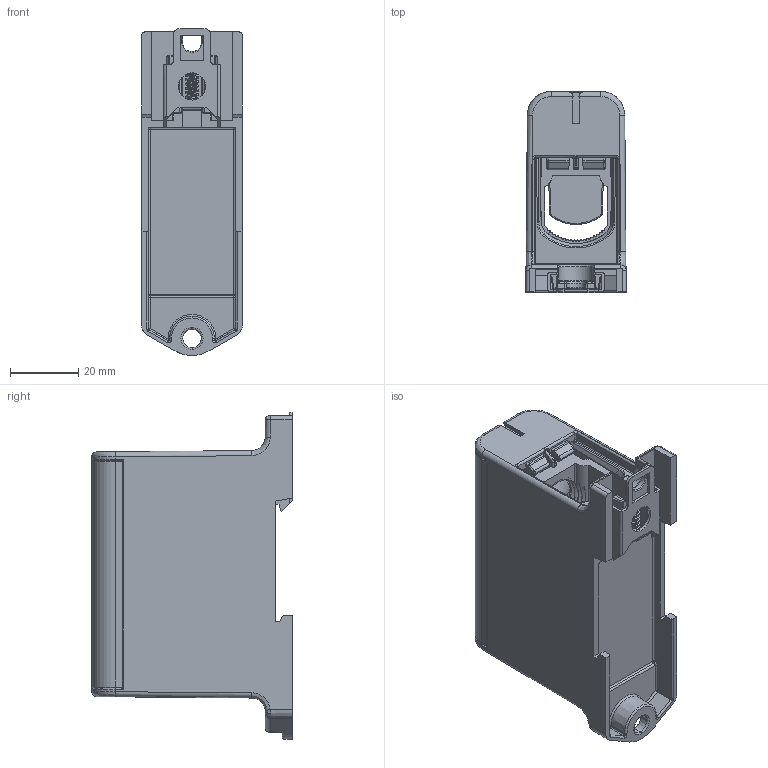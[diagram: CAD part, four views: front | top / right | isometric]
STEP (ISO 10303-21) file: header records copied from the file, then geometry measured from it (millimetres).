
FILE_DESCRIPTION((''),'2;1');
FILE_NAME('KE-63_ASM','2015-05-13T',('kjell_andersson'),(''),'PRO/ENGINEER BY PARAMETRIC TECHNOLOGY CORPORATION, 2013230','PRO/ENGINEER BY PARAMETRIC TECHNOLOGY CORPORATION, 2013230','');
FILE_SCHEMA(('CONFIG_CONTROL_DESIGN'));
Products named in the file (8): PMR1576; PEM737; PSK29-1; PTK105; PPK204; PJ54_L10-7; PMR1577; KE-63_ASM
Assembly tree (8 placements, depth 2):
  KE-63_ASM
    PMR1576
    PEM737
    PSK29-1
    PTK105  x2
    PPK204
    PJ54_L10-7
    PMR1577
Bounding box: 29.5 x 58.9 x 96 mm (x, y, z)
Volume: 60701.6 mm3; surface area: 55102.2 mm2
Topology: 8 solids, 8 shells, 1970 faces, 5176 edges, 3240 vertices
Faces by surface type: plane 953, cylinder 644, bspline 260, sphere 50, cone 36, torus 25, revolution 2
Entity records: 81799 total; most frequent: CARTESIAN_POINT 35697, ORIENTED_EDGE 10212, DIRECTION 8679, EDGE_CURVE 5106, VECTOR 3285, LINE 3285, VERTEX_POINT 3204, AXIS2_PLACEMENT_3D 2696
